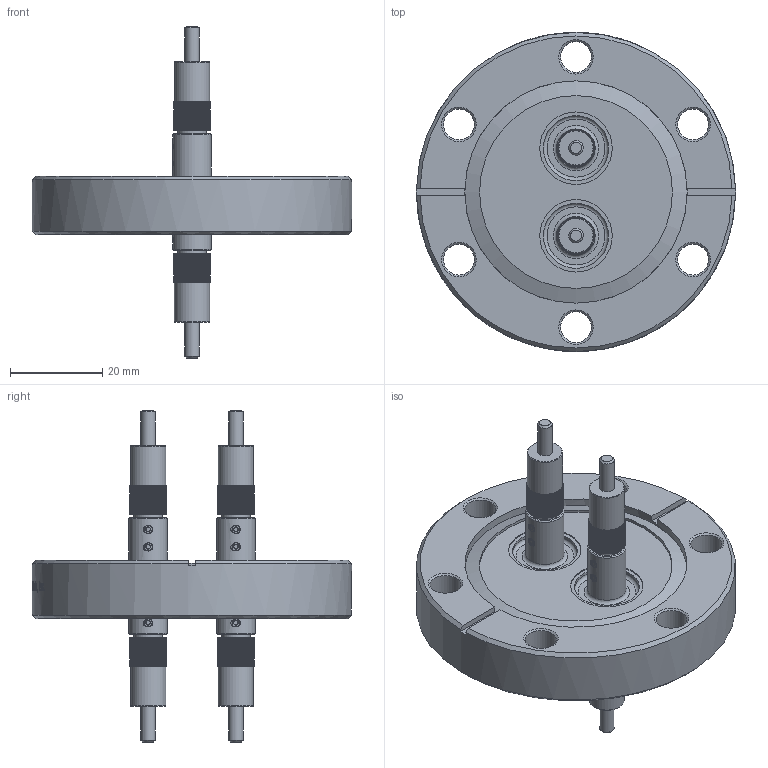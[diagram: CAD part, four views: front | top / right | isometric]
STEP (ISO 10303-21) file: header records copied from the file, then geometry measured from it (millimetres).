
FILE_DESCRIPTION(/* description */ ('Alibre Inc.'),/* implementation_level */ '2;1');
FILE_NAME(/* name */ 'FOA-2UV100-40CF.stp',/* time_stamp */ '2015-10-15T16:25:59+01:00',/* author */ ('Paul'),/* organization */ (''),/* preprocessor_version */ 'ST-DEVELOPER v16.1',/* originating_system */ 'Autodesk Inventor 2016',/* authorisation */ '');
FILE_SCHEMA (('AUTOMOTIVE_DESIGN { 1 0 10303 214 3 1 1 }'));
Products named in the file (1): FOA-2UV100-40CF
Bounding box: 69.34 x 69.34 x 72.14 mm (x, y, z)
Volume: 44978 mm3; surface area: 15933.3 mm2
Topology: 1 solids, 1 shells, 2700 faces, 7742 edges, 5118 vertices
Faces by surface type: plane 1298, cylinder 1129, bspline 157, cone 95, torus 20, sphere 1
Full cylindrical faces by diameter (mm): 3.175 x4, 6.172 x4, 6.731 x6, 7.061 x4, 7.671 x4, 8.331 x4, 14.122 x2, 15.748 x4, 41.91 x1, 48.311 x1, 69.342 x1
Entity records: 115891 total; most frequent: CARTESIAN_POINT 51128, ORIENTED_EDGE 15262, DIRECTION 12617, EDGE_CURVE 7631, VERTEX_POINT 5096, AXIS2_PLACEMENT_3D 5060, EDGE_LOOP 2875, FACE_OUTER_BOUND 2700
